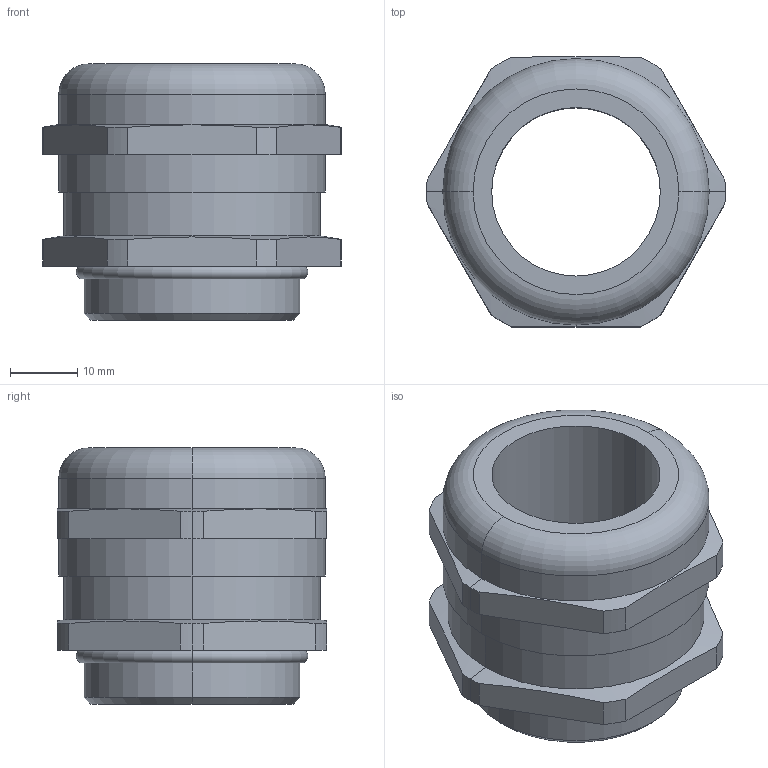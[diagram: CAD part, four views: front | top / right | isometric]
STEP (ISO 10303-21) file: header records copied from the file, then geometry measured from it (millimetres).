
FILE_DESCRIPTION (( 'STEP AP203' ), '1' );
FILE_NAME ('WNA-M32(D18-25).STP', '2017-09-02T08:33:04', ( '微软用户' ), ( '微软中国' ), 'SwSTEP 2.0', 'SolidWorks 2012', '' );
FILE_SCHEMA (( 'CONFIG_CONTROL_DESIGN' ));
Length unit declared in the file: millimetre
Products named in the file (1): WNA-M32(D18-25)
Bounding box: 44.3 x 40 x 38 mm (x, y, z)
Volume: 24874.3 mm3; surface area: 9513.1 mm2
Topology: 1 solids, 1 shells, 51 faces, 126 edges, 80 vertices
Faces by surface type: cylinder 24, plane 17, cone 6, torus 4
Entity records: 1631 total; most frequent: CARTESIAN_POINT 308, DIRECTION 278, ORIENTED_EDGE 252, EDGE_CURVE 126, AXIS2_PLACEMENT_3D 112, VERTEX_POINT 80, CIRCLE 60, EDGE_LOOP 56
